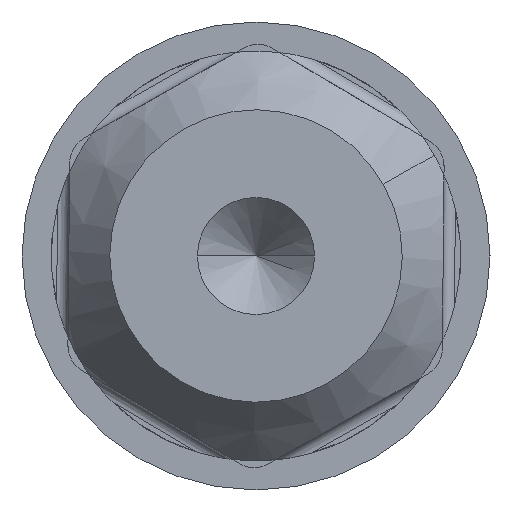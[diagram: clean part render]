
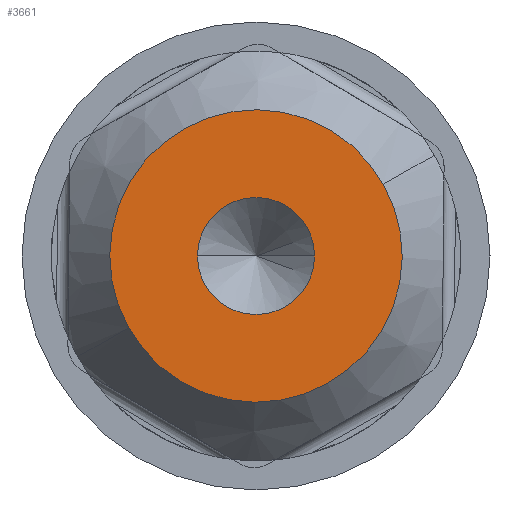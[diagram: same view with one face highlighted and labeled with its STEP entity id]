
A CAD part, front view. The second image highlights one B-rep face of the part: STEP entity #3661.
In plain terms, the highlighted planar face has unit normal (0, -1, 0).
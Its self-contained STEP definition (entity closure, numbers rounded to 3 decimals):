
#151 = EDGE_LOOP ( 'NONE', ( #5397, #4174 ) ) ;
#207 = PLANE ( 'NONE',  #901 ) ;
#240 = CARTESIAN_POINT ( 'NONE',  ( 0., 0., 0. ) ) ;
#453 = EDGE_CURVE ( 'NONE', #4860, #5060, #4533, .T. ) ;
#526 = DIRECTION ( 'NONE',  ( -1., 0., 0. ) ) ;
#729 = CIRCLE ( 'NONE', #4165, 1. ) ;
#901 = AXIS2_PLACEMENT_3D ( 'NONE', #3469, #4933, #3526 ) ;
#905 = CARTESIAN_POINT ( 'NONE',  ( 0., 0., 0. ) ) ;
#936 = DIRECTION ( 'NONE',  ( -1., 0., 0. ) ) ;
#1102 = AXIS2_PLACEMENT_3D ( 'NONE', #240, #2107, #5423 ) ;
#1176 = DIRECTION ( 'NONE',  ( 0., -1., 0. ) ) ;
#1302 = CIRCLE ( 'NONE', #1102, 1. ) ;
#1721 = DIRECTION ( 'NONE',  ( 0., -1., 0. ) ) ;
#2107 = DIRECTION ( 'NONE',  ( 0., -1., 0. ) ) ;
#2406 = EDGE_CURVE ( 'NONE', #3249, #5381, #729, .T. ) ;
#2934 = EDGE_LOOP ( 'NONE', ( #5985, #4428 ) ) ;
#3114 = CARTESIAN_POINT ( 'NONE',  ( 0., 0., 0. ) ) ;
#3249 = VERTEX_POINT ( 'NONE', #4089 ) ;
#3419 = AXIS2_PLACEMENT_3D ( 'NONE', #3598, #1721, #526 ) ;
#3469 = CARTESIAN_POINT ( 'NONE',  ( 0., 0., 0. ) ) ;
#3526 = DIRECTION ( 'NONE',  ( 0.871, 0., 0.492 ) ) ;
#3554 = AXIS2_PLACEMENT_3D ( 'NONE', #905, #4187, #936 ) ;
#3598 = CARTESIAN_POINT ( 'NONE',  ( 0., 0., 0. ) ) ;
#3661 = ADVANCED_FACE ( 'NONE', ( #4414, #4993 ), #207, .T. ) ;
#4043 = CARTESIAN_POINT ( 'NONE',  ( 1., 0., 0. ) ) ;
#4089 = CARTESIAN_POINT ( 'NONE',  ( -1., 0., 0. ) ) ;
#4165 = AXIS2_PLACEMENT_3D ( 'NONE', #3114, #1176, #5810 ) ;
#4174 = ORIENTED_EDGE ( 'NONE', *, *, #2406, .F. ) ;
#4187 = DIRECTION ( 'NONE',  ( 0., -1., 0. ) ) ;
#4232 = EDGE_CURVE ( 'NONE', #5381, #3249, #1302, .T. ) ;
#4414 = FACE_BOUND ( 'NONE', #151, .T. ) ;
#4428 = ORIENTED_EDGE ( 'NONE', *, *, #4671, .T. ) ;
#4533 = CIRCLE ( 'NONE', #3554, 2.5 ) ;
#4671 = EDGE_CURVE ( 'NONE', #5060, #4860, #6062, .T. ) ;
#4860 = VERTEX_POINT ( 'NONE', #5827 ) ;
#4933 = DIRECTION ( 'NONE',  ( 0., -1., 0. ) ) ;
#4993 = FACE_OUTER_BOUND ( 'NONE', #2934, .T. ) ;
#4994 = CARTESIAN_POINT ( 'NONE',  ( 2.177, 0., 1.229 ) ) ;
#5060 = VERTEX_POINT ( 'NONE', #4994 ) ;
#5381 = VERTEX_POINT ( 'NONE', #4043 ) ;
#5397 = ORIENTED_EDGE ( 'NONE', *, *, #4232, .F. ) ;
#5423 = DIRECTION ( 'NONE',  ( 1., 0., 0. ) ) ;
#5810 = DIRECTION ( 'NONE',  ( 1., 0., 0. ) ) ;
#5827 = CARTESIAN_POINT ( 'NONE',  ( -2.177, 0., -1.229 ) ) ;
#5985 = ORIENTED_EDGE ( 'NONE', *, *, #453, .T. ) ;
#6062 = CIRCLE ( 'NONE', #3419, 2.5 ) ;
